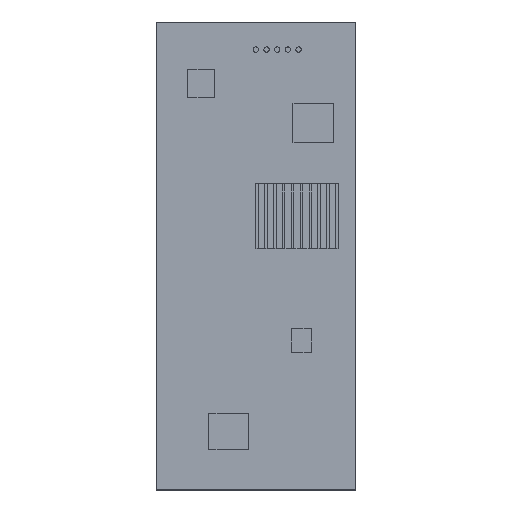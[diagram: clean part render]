
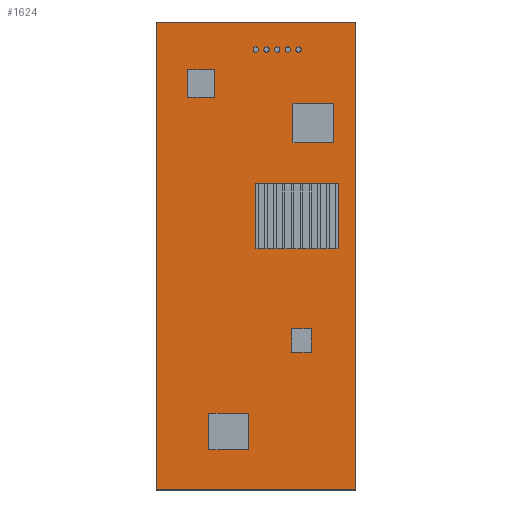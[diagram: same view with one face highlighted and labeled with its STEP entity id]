
A CAD part, top view. The second image highlights one B-rep face of the part: STEP entity #1624.
In plain terms, the highlighted planar face has unit normal (0, 0, 1).
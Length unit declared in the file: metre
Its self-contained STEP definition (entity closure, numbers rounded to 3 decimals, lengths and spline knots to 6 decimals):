
#23=CIRCLE('',#1821,0.0025);
#24=CIRCLE('',#1822,0.0025);
#25=CIRCLE('',#1823,0.0025);
#26=CIRCLE('',#1824,0.0025);
#27=CIRCLE('',#1825,0.0025);
#449=ORIENTED_EDGE('',*,*,#681,.F.);
#450=ORIENTED_EDGE('',*,*,#682,.F.);
#451=ORIENTED_EDGE('',*,*,#683,.F.);
#452=ORIENTED_EDGE('',*,*,#684,.F.);
#453=ORIENTED_EDGE('',*,*,#685,.F.);
#454=ORIENTED_EDGE('',*,*,#671,.F.);
#455=ORIENTED_EDGE('',*,*,#675,.T.);
#456=ORIENTED_EDGE('',*,*,#678,.T.);
#457=ORIENTED_EDGE('',*,*,#680,.F.);
#671=EDGE_CURVE('',#821,#822,#1031,.T.);
#675=EDGE_CURVE('',#821,#824,#1035,.T.);
#678=EDGE_CURVE('',#824,#826,#1038,.T.);
#680=EDGE_CURVE('',#822,#826,#1040,.T.);
#681=EDGE_CURVE('',#827,#827,#23,.T.);
#682=EDGE_CURVE('',#828,#828,#24,.T.);
#683=EDGE_CURVE('',#829,#829,#25,.T.);
#684=EDGE_CURVE('',#830,#830,#26,.T.);
#685=EDGE_CURVE('',#831,#831,#27,.T.);
#821=VERTEX_POINT('',#2681);
#822=VERTEX_POINT('',#2683);
#824=VERTEX_POINT('',#2689);
#826=VERTEX_POINT('',#2695);
#827=VERTEX_POINT('',#2702);
#828=VERTEX_POINT('',#2704);
#829=VERTEX_POINT('',#2706);
#830=VERTEX_POINT('',#2708);
#831=VERTEX_POINT('',#2710);
#1031=LINE('',#2682,#1235);
#1035=LINE('',#2690,#1239);
#1038=LINE('',#2696,#1242);
#1040=LINE('',#2699,#1244);
#1235=VECTOR('',#2210,1.);
#1239=VECTOR('',#2216,1.);
#1242=VECTOR('',#2221,1.);
#1244=VECTOR('',#2225,1.);
#1327=EDGE_LOOP('',(#449));
#1328=EDGE_LOOP('',(#450));
#1329=EDGE_LOOP('',(#451));
#1330=EDGE_LOOP('',(#452));
#1331=EDGE_LOOP('',(#453));
#1332=EDGE_LOOP('',(#454,#455,#456,#457));
#1431=FACE_BOUND('',#1327,.T.);
#1432=FACE_BOUND('',#1328,.T.);
#1433=FACE_BOUND('',#1329,.T.);
#1434=FACE_BOUND('',#1330,.T.);
#1435=FACE_BOUND('',#1331,.T.);
#1436=FACE_BOUND('',#1332,.T.);
#1535=PLANE('',#1820);
#1624=ADVANCED_FACE('',(#1431,#1432,#1433,#1434,#1435,#1436),#1535,.T.);
#1820=AXIS2_PLACEMENT_3D('',#2700,#2226,#2227);
#1821=AXIS2_PLACEMENT_3D('',#2701,#2228,#2229);
#1822=AXIS2_PLACEMENT_3D('',#2703,#2230,#2231);
#1823=AXIS2_PLACEMENT_3D('',#2705,#2232,#2233);
#1824=AXIS2_PLACEMENT_3D('',#2707,#2234,#2235);
#1825=AXIS2_PLACEMENT_3D('',#2709,#2236,#2237);
#2210=DIRECTION('',(1.,0.,0.));
#2216=DIRECTION('',(0.,-1.,0.));
#2221=DIRECTION('',(1.,0.,0.));
#2225=DIRECTION('',(0.,-1.,0.));
#2226=DIRECTION('',(0.,0.,1.));
#2227=DIRECTION('',(1.,0.,0.));
#2228=DIRECTION('',(0.,0.,1.));
#2229=DIRECTION('',(1.,0.,0.));
#2230=DIRECTION('',(0.,0.,1.));
#2231=DIRECTION('',(1.,0.,0.));
#2232=DIRECTION('',(0.,0.,1.));
#2233=DIRECTION('',(1.,0.,0.));
#2234=DIRECTION('',(0.,0.,1.));
#2235=DIRECTION('',(1.,0.,0.));
#2236=DIRECTION('',(0.,0.,1.));
#2237=DIRECTION('',(1.,0.,0.));
#2681=CARTESIAN_POINT('',(0.,0.180494,-0.107451));
#2682=CARTESIAN_POINT('',(0.093581,0.180494,-0.107451));
#2683=CARTESIAN_POINT('',(0.187162,0.180494,-0.107451));
#2689=CARTESIAN_POINT('',(0.,-0.257504,-0.107451));
#2690=CARTESIAN_POINT('',(0.,-0.038505,-0.107451));
#2695=CARTESIAN_POINT('',(0.187162,-0.257504,-0.107451));
#2696=CARTESIAN_POINT('',(0.093581,-0.257504,-0.107451));
#2699=CARTESIAN_POINT('',(0.187162,-0.038505,-0.107451));
#2700=CARTESIAN_POINT('',(-0.002791,0.00564,-0.107451));
#2701=CARTESIAN_POINT('',(0.133453,0.15463,-0.107451));
#2702=CARTESIAN_POINT('',(0.135953,0.15463,-0.107451));
#2703=CARTESIAN_POINT('',(0.123453,0.15463,-0.107451));
#2704=CARTESIAN_POINT('',(0.125953,0.15463,-0.107451));
#2705=CARTESIAN_POINT('',(0.113453,0.15463,-0.107451));
#2706=CARTESIAN_POINT('',(0.115953,0.15463,-0.107451));
#2707=CARTESIAN_POINT('',(0.103453,0.15463,-0.107451));
#2708=CARTESIAN_POINT('',(0.105953,0.15463,-0.107451));
#2709=CARTESIAN_POINT('',(0.093453,0.15463,-0.107451));
#2710=CARTESIAN_POINT('',(0.095953,0.15463,-0.107451));
